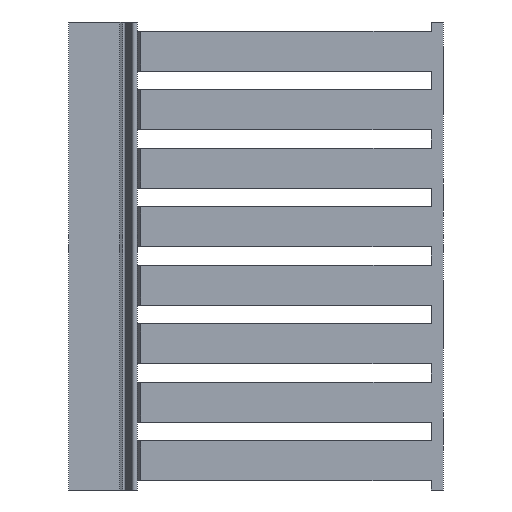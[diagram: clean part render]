
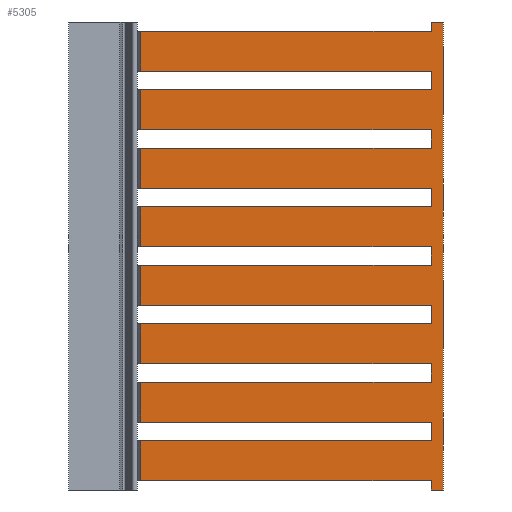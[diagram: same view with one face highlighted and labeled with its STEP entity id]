
A CAD part, left-side view. The second image highlights one B-rep face of the part: STEP entity #5305.
In plain terms, the highlighted planar face has unit normal (-1, 0, 0).
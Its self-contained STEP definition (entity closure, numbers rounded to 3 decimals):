
#415=DIRECTION('',(0.,0.,-1.));
#416=VECTOR('',#415,2.);
#417=CARTESIAN_POINT('',(-20.,2.6,100.));
#418=LINE('',#417,#416);
#427=DIRECTION('',(0.,0.,-1.));
#428=VECTOR('',#427,4.);
#429=CARTESIAN_POINT('',(-20.,2.6,89.5));
#430=LINE('',#429,#428);
#439=DIRECTION('',(0.,0.,-1.));
#440=VECTOR('',#439,4.);
#441=CARTESIAN_POINT('',(-20.,2.6,77.));
#442=LINE('',#441,#440);
#451=DIRECTION('',(0.,0.,-1.));
#452=VECTOR('',#451,4.);
#453=CARTESIAN_POINT('',(-20.,2.6,64.5));
#454=LINE('',#453,#452);
#463=DIRECTION('',(0.,0.,-1.));
#464=VECTOR('',#463,4.);
#465=CARTESIAN_POINT('',(-20.,2.6,52.));
#466=LINE('',#465,#464);
#475=DIRECTION('',(0.,0.,-1.));
#476=VECTOR('',#475,4.);
#477=CARTESIAN_POINT('',(-20.,2.6,39.5));
#478=LINE('',#477,#476);
#487=DIRECTION('',(0.,0.,-1.));
#488=VECTOR('',#487,4.);
#489=CARTESIAN_POINT('',(-20.,2.6,27.));
#490=LINE('',#489,#488);
#499=DIRECTION('',(0.,0.,-1.));
#500=VECTOR('',#499,4.);
#501=CARTESIAN_POINT('',(-20.,2.6,14.5));
#502=LINE('',#501,#500);
#511=DIRECTION('',(0.,0.,-1.));
#512=VECTOR('',#511,2.);
#513=CARTESIAN_POINT('',(-20.,2.6,2.));
#514=LINE('',#513,#512);
#587=DIRECTION('',(0.,1.,0.));
#588=VECTOR('',#587,2.6);
#589=CARTESIAN_POINT('',(-20.,0.,0.));
#590=LINE('',#589,#588);
#595=DIRECTION('',(0.,0.,1.));
#596=VECTOR('',#595,8.5);
#597=CARTESIAN_POINT('',(-20.,64.6,2.));
#598=LINE('',#597,#596);
#599=DIRECTION('',(0.,0.,1.));
#600=VECTOR('',#599,8.5);
#601=CARTESIAN_POINT('',(-20.,64.6,14.5));
#602=LINE('',#601,#600);
#603=DIRECTION('',(0.,0.,1.));
#604=VECTOR('',#603,8.5);
#605=CARTESIAN_POINT('',(-20.,64.6,27.));
#606=LINE('',#605,#604);
#607=DIRECTION('',(0.,0.,1.));
#608=VECTOR('',#607,8.5);
#609=CARTESIAN_POINT('',(-20.,64.6,39.5));
#610=LINE('',#609,#608);
#611=DIRECTION('',(0.,0.,1.));
#612=VECTOR('',#611,8.5);
#613=CARTESIAN_POINT('',(-20.,64.6,52.));
#614=LINE('',#613,#612);
#615=DIRECTION('',(0.,0.,1.));
#616=VECTOR('',#615,8.5);
#617=CARTESIAN_POINT('',(-20.,64.6,64.5));
#618=LINE('',#617,#616);
#619=DIRECTION('',(0.,0.,1.));
#620=VECTOR('',#619,8.5);
#621=CARTESIAN_POINT('',(-20.,64.6,77.));
#622=LINE('',#621,#620);
#623=DIRECTION('',(0.,0.,1.));
#624=VECTOR('',#623,8.5);
#625=CARTESIAN_POINT('',(-20.,64.6,89.5));
#626=LINE('',#625,#624);
#627=DIRECTION('',(0.,0.,-1.));
#628=VECTOR('',#627,100.);
#629=CARTESIAN_POINT('',(-20.,0.,100.));
#630=LINE('',#629,#628);
#647=DIRECTION('',(0.,-1.,0.));
#648=VECTOR('',#647,62.);
#649=CARTESIAN_POINT('',(-20.,64.6,2.));
#650=LINE('',#649,#648);
#811=DIRECTION('',(0.,-1.,0.));
#812=VECTOR('',#811,62.);
#813=CARTESIAN_POINT('',(-20.,64.6,89.5));
#814=LINE('',#813,#812);
#871=DIRECTION('',(0.,1.,0.));
#872=VECTOR('',#871,2.6);
#873=CARTESIAN_POINT('',(-20.,0.,100.));
#874=LINE('',#873,#872);
#879=DIRECTION('',(0.,1.,0.));
#880=VECTOR('',#879,62.);
#881=CARTESIAN_POINT('',(-20.,2.6,98.));
#882=LINE('',#881,#880);
#947=DIRECTION('',(0.,1.,0.));
#948=VECTOR('',#947,62.);
#949=CARTESIAN_POINT('',(-20.,2.6,10.5));
#950=LINE('',#949,#948);
#1725=DIRECTION('',(0.,-1.,0.));
#1726=VECTOR('',#1725,62.);
#1727=CARTESIAN_POINT('',(-20.,64.6,77.));
#1728=LINE('',#1727,#1726);
#1849=DIRECTION('',(0.,1.,0.));
#1850=VECTOR('',#1849,62.);
#1851=CARTESIAN_POINT('',(-20.,2.6,85.5));
#1852=LINE('',#1851,#1850);
#2057=DIRECTION('',(0.,-1.,0.));
#2058=VECTOR('',#2057,62.);
#2059=CARTESIAN_POINT('',(-20.,64.6,64.5));
#2060=LINE('',#2059,#2058);
#2181=DIRECTION('',(0.,1.,0.));
#2182=VECTOR('',#2181,62.);
#2183=CARTESIAN_POINT('',(-20.,2.6,73.));
#2184=LINE('',#2183,#2182);
#2795=DIRECTION('',(0.,1.,0.));
#2796=VECTOR('',#2795,62.);
#2797=CARTESIAN_POINT('',(-20.,2.6,23.));
#2798=LINE('',#2797,#2796);
#3219=DIRECTION('',(0.,-1.,0.));
#3220=VECTOR('',#3219,62.);
#3221=CARTESIAN_POINT('',(-20.,64.6,27.));
#3222=LINE('',#3221,#3220);
#3255=DIRECTION('',(0.,1.,0.));
#3256=VECTOR('',#3255,62.);
#3257=CARTESIAN_POINT('',(-20.,2.6,35.5));
#3258=LINE('',#3257,#3256);
#3391=DIRECTION('',(0.,-1.,0.));
#3392=VECTOR('',#3391,62.);
#3393=CARTESIAN_POINT('',(-20.,64.6,39.5));
#3394=LINE('',#3393,#3392);
#3427=DIRECTION('',(0.,1.,0.));
#3428=VECTOR('',#3427,62.);
#3429=CARTESIAN_POINT('',(-20.,2.6,48.));
#3430=LINE('',#3429,#3428);
#3563=DIRECTION('',(0.,-1.,0.));
#3564=VECTOR('',#3563,62.);
#3565=CARTESIAN_POINT('',(-20.,64.6,52.));
#3566=LINE('',#3565,#3564);
#3599=DIRECTION('',(0.,1.,0.));
#3600=VECTOR('',#3599,62.);
#3601=CARTESIAN_POINT('',(-20.,2.6,60.5));
#3602=LINE('',#3601,#3600);
#3671=DIRECTION('',(0.,-1.,0.));
#3672=VECTOR('',#3671,62.);
#3673=CARTESIAN_POINT('',(-20.,64.6,14.5));
#3674=LINE('',#3673,#3672);
#4251=CARTESIAN_POINT('',(-20.,0.,100.));
#4252=CARTESIAN_POINT('',(-20.,2.6,100.));
#4253=VERTEX_POINT('',#4251);
#4254=VERTEX_POINT('',#4252);
#4255=CARTESIAN_POINT('',(-20.,2.6,98.));
#4256=VERTEX_POINT('',#4255);
#4257=CARTESIAN_POINT('',(-20.,2.6,89.5));
#4258=VERTEX_POINT('',#4257);
#4259=CARTESIAN_POINT('',(-20.,2.6,85.5));
#4260=VERTEX_POINT('',#4259);
#4261=CARTESIAN_POINT('',(-20.,2.6,77.));
#4262=VERTEX_POINT('',#4261);
#4263=CARTESIAN_POINT('',(-20.,2.6,73.));
#4264=VERTEX_POINT('',#4263);
#4265=CARTESIAN_POINT('',(-20.,2.6,64.5));
#4266=VERTEX_POINT('',#4265);
#4267=CARTESIAN_POINT('',(-20.,2.6,60.5));
#4268=VERTEX_POINT('',#4267);
#4269=CARTESIAN_POINT('',(-20.,2.6,52.));
#4270=VERTEX_POINT('',#4269);
#4271=CARTESIAN_POINT('',(-20.,2.6,48.));
#4272=VERTEX_POINT('',#4271);
#4273=CARTESIAN_POINT('',(-20.,2.6,39.5));
#4274=VERTEX_POINT('',#4273);
#4275=CARTESIAN_POINT('',(-20.,2.6,35.5));
#4276=VERTEX_POINT('',#4275);
#4277=CARTESIAN_POINT('',(-20.,2.6,27.));
#4278=VERTEX_POINT('',#4277);
#4279=CARTESIAN_POINT('',(-20.,2.6,23.));
#4280=VERTEX_POINT('',#4279);
#4281=CARTESIAN_POINT('',(-20.,2.6,14.5));
#4282=VERTEX_POINT('',#4281);
#4283=CARTESIAN_POINT('',(-20.,2.6,10.5));
#4284=VERTEX_POINT('',#4283);
#4285=CARTESIAN_POINT('',(-20.,2.6,2.));
#4286=VERTEX_POINT('',#4285);
#4287=CARTESIAN_POINT('',(-20.,2.6,0.));
#4288=VERTEX_POINT('',#4287);
#4289=CARTESIAN_POINT('',(-20.,0.,0.));
#4290=VERTEX_POINT('',#4289);
#4552=CARTESIAN_POINT('',(-20.,64.6,98.));
#4554=VERTEX_POINT('',#4552);
#4576=CARTESIAN_POINT('',(-20.,64.6,89.5));
#4578=VERTEX_POINT('',#4576);
#4600=CARTESIAN_POINT('',(-20.,64.6,85.5));
#4602=VERTEX_POINT('',#4600);
#4624=CARTESIAN_POINT('',(-20.,64.6,73.));
#4626=VERTEX_POINT('',#4624);
#4648=CARTESIAN_POINT('',(-20.,64.6,60.5));
#4650=VERTEX_POINT('',#4648);
#4672=CARTESIAN_POINT('',(-20.,64.6,77.));
#4674=VERTEX_POINT('',#4672);
#4696=CARTESIAN_POINT('',(-20.,64.6,64.5));
#4698=VERTEX_POINT('',#4696);
#4720=CARTESIAN_POINT('',(-20.,64.6,52.));
#4722=VERTEX_POINT('',#4720);
#4744=CARTESIAN_POINT('',(-20.,64.6,39.5));
#4746=VERTEX_POINT('',#4744);
#4768=CARTESIAN_POINT('',(-20.,64.6,27.));
#4770=VERTEX_POINT('',#4768);
#4792=CARTESIAN_POINT('',(-20.,64.6,14.5));
#4794=VERTEX_POINT('',#4792);
#4816=CARTESIAN_POINT('',(-20.,64.6,2.));
#4818=VERTEX_POINT('',#4816);
#4840=CARTESIAN_POINT('',(-20.,64.6,48.));
#4842=VERTEX_POINT('',#4840);
#4864=CARTESIAN_POINT('',(-20.,64.6,35.5));
#4866=VERTEX_POINT('',#4864);
#4888=CARTESIAN_POINT('',(-20.,64.6,23.));
#4890=VERTEX_POINT('',#4888);
#4912=CARTESIAN_POINT('',(-20.,64.6,10.5));
#4914=VERTEX_POINT('',#4912);
#5237=CARTESIAN_POINT('',(-20.,62.2,0.));
#5238=DIRECTION('',(-1.,0.,0.));
#5239=DIRECTION('',(0.,-1.,0.));
#5240=AXIS2_PLACEMENT_3D('',#5237,#5238,#5239);
#5241=PLANE('',#5240);
#5243=ORIENTED_EDGE('',*,*,#5242,.F.);
#5245=ORIENTED_EDGE('',*,*,#5244,.T.);
#5247=ORIENTED_EDGE('',*,*,#5246,.F.);
#5248=ORIENTED_EDGE('',*,*,#5174,.F.);
#5250=ORIENTED_EDGE('',*,*,#5249,.F.);
#5252=ORIENTED_EDGE('',*,*,#5251,.T.);
#5254=ORIENTED_EDGE('',*,*,#5253,.F.);
#5255=ORIENTED_EDGE('',*,*,#5166,.F.);
#5257=ORIENTED_EDGE('',*,*,#5256,.F.);
#5259=ORIENTED_EDGE('',*,*,#5258,.T.);
#5261=ORIENTED_EDGE('',*,*,#5260,.F.);
#5262=ORIENTED_EDGE('',*,*,#5158,.F.);
#5264=ORIENTED_EDGE('',*,*,#5263,.F.);
#5266=ORIENTED_EDGE('',*,*,#5265,.T.);
#5268=ORIENTED_EDGE('',*,*,#5267,.F.);
#5269=ORIENTED_EDGE('',*,*,#5150,.F.);
#5271=ORIENTED_EDGE('',*,*,#5270,.F.);
#5273=ORIENTED_EDGE('',*,*,#5272,.T.);
#5275=ORIENTED_EDGE('',*,*,#5274,.F.);
#5276=ORIENTED_EDGE('',*,*,#5142,.F.);
#5278=ORIENTED_EDGE('',*,*,#5277,.F.);
#5280=ORIENTED_EDGE('',*,*,#5279,.T.);
#5282=ORIENTED_EDGE('',*,*,#5281,.F.);
#5283=ORIENTED_EDGE('',*,*,#5134,.F.);
#5285=ORIENTED_EDGE('',*,*,#5284,.F.);
#5287=ORIENTED_EDGE('',*,*,#5286,.T.);
#5289=ORIENTED_EDGE('',*,*,#5288,.F.);
#5290=ORIENTED_EDGE('',*,*,#5126,.F.);
#5292=ORIENTED_EDGE('',*,*,#5291,.F.);
#5294=ORIENTED_EDGE('',*,*,#5293,.T.);
#5296=ORIENTED_EDGE('',*,*,#5295,.F.);
#5297=ORIENTED_EDGE('',*,*,#5118,.F.);
#5299=ORIENTED_EDGE('',*,*,#5298,.F.);
#5300=ORIENTED_EDGE('',*,*,#4936,.T.);
#5301=ORIENTED_EDGE('',*,*,#5229,.T.);
#5302=ORIENTED_EDGE('',*,*,#5182,.F.);
#5303=EDGE_LOOP('',(#5243,#5245,#5247,#5248,#5250,#5252,#5254,#5255,#5257,#5259,
#5261,#5262,#5264,#5266,#5268,#5269,#5271,#5273,#5275,#5276,#5278,#5280,#5282,
#5283,#5285,#5287,#5289,#5290,#5292,#5294,#5296,#5297,#5299,#5300,#5301,#5302));
#5304=FACE_OUTER_BOUND('',#5303,.F.);
#4936=EDGE_CURVE('',#4253,#4290,#630,.T.);
#5118=EDGE_CURVE('',#4254,#4256,#418,.T.);
#5126=EDGE_CURVE('',#4258,#4260,#430,.T.);
#5134=EDGE_CURVE('',#4262,#4264,#442,.T.);
#5142=EDGE_CURVE('',#4266,#4268,#454,.T.);
#5150=EDGE_CURVE('',#4270,#4272,#466,.T.);
#5158=EDGE_CURVE('',#4274,#4276,#478,.T.);
#5166=EDGE_CURVE('',#4278,#4280,#490,.T.);
#5174=EDGE_CURVE('',#4282,#4284,#502,.T.);
#5182=EDGE_CURVE('',#4286,#4288,#514,.T.);
#5229=EDGE_CURVE('',#4290,#4288,#590,.T.);
#5242=EDGE_CURVE('',#4818,#4286,#650,.T.);
#5244=EDGE_CURVE('',#4818,#4914,#598,.T.);
#5246=EDGE_CURVE('',#4284,#4914,#950,.T.);
#5249=EDGE_CURVE('',#4794,#4282,#3674,.T.);
#5251=EDGE_CURVE('',#4794,#4890,#602,.T.);
#5253=EDGE_CURVE('',#4280,#4890,#2798,.T.);
#5256=EDGE_CURVE('',#4770,#4278,#3222,.T.);
#5258=EDGE_CURVE('',#4770,#4866,#606,.T.);
#5260=EDGE_CURVE('',#4276,#4866,#3258,.T.);
#5263=EDGE_CURVE('',#4746,#4274,#3394,.T.);
#5265=EDGE_CURVE('',#4746,#4842,#610,.T.);
#5267=EDGE_CURVE('',#4272,#4842,#3430,.T.);
#5270=EDGE_CURVE('',#4722,#4270,#3566,.T.);
#5272=EDGE_CURVE('',#4722,#4650,#614,.T.);
#5274=EDGE_CURVE('',#4268,#4650,#3602,.T.);
#5277=EDGE_CURVE('',#4698,#4266,#2060,.T.);
#5279=EDGE_CURVE('',#4698,#4626,#618,.T.);
#5281=EDGE_CURVE('',#4264,#4626,#2184,.T.);
#5284=EDGE_CURVE('',#4674,#4262,#1728,.T.);
#5286=EDGE_CURVE('',#4674,#4602,#622,.T.);
#5288=EDGE_CURVE('',#4260,#4602,#1852,.T.);
#5291=EDGE_CURVE('',#4578,#4258,#814,.T.);
#5293=EDGE_CURVE('',#4578,#4554,#626,.T.);
#5295=EDGE_CURVE('',#4256,#4554,#882,.T.);
#5298=EDGE_CURVE('',#4253,#4254,#874,.T.);
#5305=ADVANCED_FACE('',(#5304),#5241,.T.);
